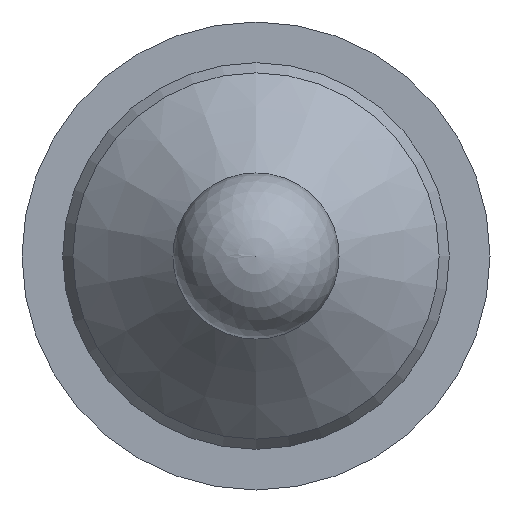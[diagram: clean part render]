
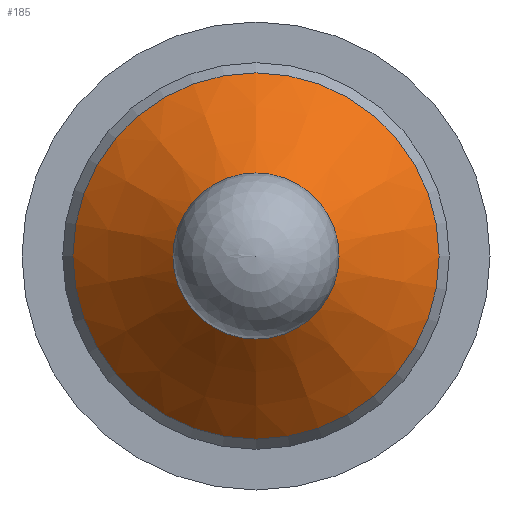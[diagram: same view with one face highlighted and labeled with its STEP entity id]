
A CAD part, left-side view. The second image highlights one B-rep face of the part: STEP entity #185.
In plain terms, the highlighted conical face has half-angle 45 degrees and reference radius 1.372 mm.
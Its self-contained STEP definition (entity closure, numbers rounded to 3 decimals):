
#20=CONICAL_SURFACE('',#214,1.372,0.785);
#23=FACE_OUTER_BOUND('',#33,.T.);
#33=EDGE_LOOP('',(#126,#127,#128,#129,#130,#131));
#45=LINE('',#321,#51);
#51=VECTOR('',#258,1.372);
#58=CIRCLE('',#211,0.622);
#59=CIRCLE('',#212,0.622);
#61=CIRCLE('',#215,1.372);
#62=CIRCLE('',#216,1.372);
#78=VERTEX_POINT('',#310);
#79=VERTEX_POINT('',#312);
#80=VERTEX_POINT('',#317);
#81=VERTEX_POINT('',#318);
#97=EDGE_CURVE('',#78,#79,#58,.T.);
#98=EDGE_CURVE('',#79,#78,#59,.T.);
#100=EDGE_CURVE('',#80,#81,#61,.T.);
#101=EDGE_CURVE('',#81,#80,#62,.T.);
#102=EDGE_CURVE('',#80,#79,#45,.T.);
#126=ORIENTED_EDGE('',*,*,#100,.T.);
#127=ORIENTED_EDGE('',*,*,#101,.T.);
#128=ORIENTED_EDGE('',*,*,#102,.T.);
#129=ORIENTED_EDGE('',*,*,#97,.F.);
#130=ORIENTED_EDGE('',*,*,#98,.F.);
#131=ORIENTED_EDGE('',*,*,#102,.F.);
#185=ADVANCED_FACE('',(#23),#20,.T.);
#211=AXIS2_PLACEMENT_3D('',#313,#246,#247);
#212=AXIS2_PLACEMENT_3D('',#314,#248,#249);
#214=AXIS2_PLACEMENT_3D('',#316,#252,#253);
#215=AXIS2_PLACEMENT_3D('',#319,#254,#255);
#216=AXIS2_PLACEMENT_3D('',#320,#256,#257);
#246=DIRECTION('center_axis',(-1.,0.,0.));
#247=DIRECTION('ref_axis',(0.,0.,1.));
#248=DIRECTION('center_axis',(-1.,0.,0.));
#249=DIRECTION('ref_axis',(0.,0.,1.));
#252=DIRECTION('center_axis',(1.,0.,0.));
#253=DIRECTION('ref_axis',(0.,0.,-1.));
#254=DIRECTION('center_axis',(-1.,0.,0.));
#255=DIRECTION('ref_axis',(0.,0.,1.));
#256=DIRECTION('center_axis',(-1.,0.,0.));
#257=DIRECTION('ref_axis',(0.,0.,1.));
#258=DIRECTION('',(-0.707,0.,-0.707));
#310=CARTESIAN_POINT('',(1.93,0.,-0.622));
#312=CARTESIAN_POINT('',(1.93,0.,0.622));
#313=CARTESIAN_POINT('Origin',(1.93,0.,0.));
#314=CARTESIAN_POINT('Origin',(1.93,0.,0.));
#316=CARTESIAN_POINT('Origin',(2.68,0.,0.));
#317=CARTESIAN_POINT('',(2.68,0.,1.372));
#318=CARTESIAN_POINT('',(2.68,0.,-1.372));
#319=CARTESIAN_POINT('Origin',(2.68,0.,0.));
#320=CARTESIAN_POINT('Origin',(2.68,0.,0.));
#321=CARTESIAN_POINT('',(2.68,0.,1.372));
